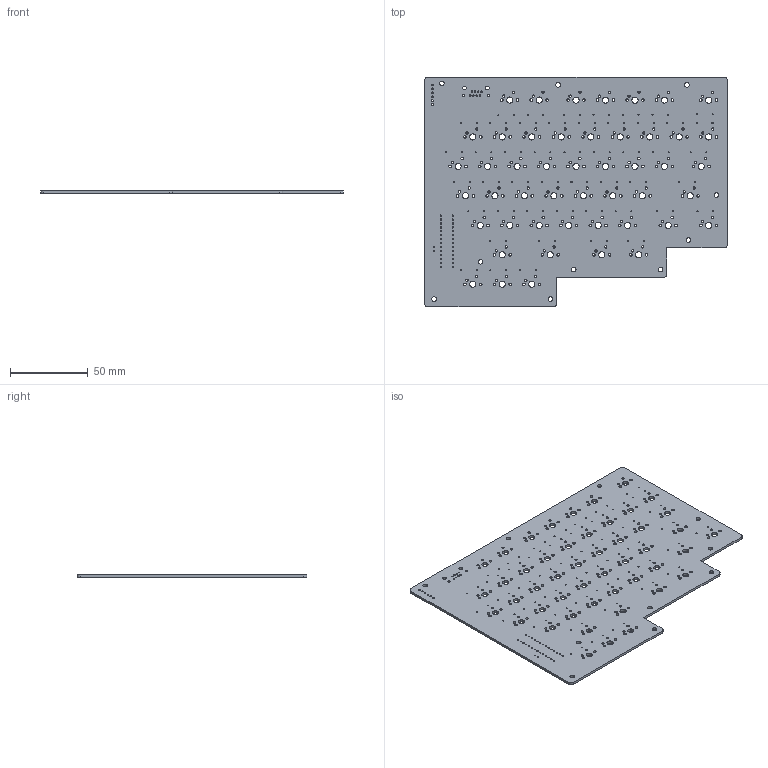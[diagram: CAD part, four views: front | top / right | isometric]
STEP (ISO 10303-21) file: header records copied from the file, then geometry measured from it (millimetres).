
FILE_DESCRIPTION(('FreeCAD Model'),'2;1');
FILE_NAME( 'KeyModule-R.step', '2018-03-01T17:32:20',('Author'),(''), 'Open CASCADE STEP processor 6.8','FreeCAD','Unknown');
FILE_SCHEMA(('AUTOMOTIVE_DESIGN_CC2 { 1 2 10303 214 -1 1 5 4 }'));
Length unit declared in the file: millimetre
Products named in the file (1): Board_outline
Bounding box: 195 x 148 x 1.6 mm (x, y, z)
Volume: 39830.5 mm3; surface area: 54096.6 mm2
Topology: 1 solids, 1 shells, 410 faces, 1224 edges, 816 vertices
Faces by surface type: cylinder 400, plane 10
Full cylindrical faces by diameter (mm): 0.7 x2, 0.701 x96, 0.8 x28, 0.9 x8, 1.016 x6, 1.5 x2, 1.501 x96, 1.699 x96, 2.4 x2, 3 x10, 3.98 x48
Entity records: 34197 total; most frequent: CARTESIAN_POINT 9699, DIRECTION 4494, ORIENTED_EDGE 2448, PCURVE 2448, DEFINITIONAL_REPRESENTATION 2448, LINE 2072, VECTOR 2072, EDGE_CURVE 1224
